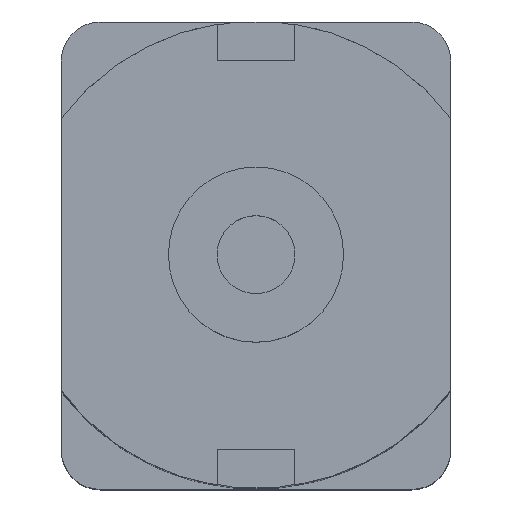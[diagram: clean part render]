
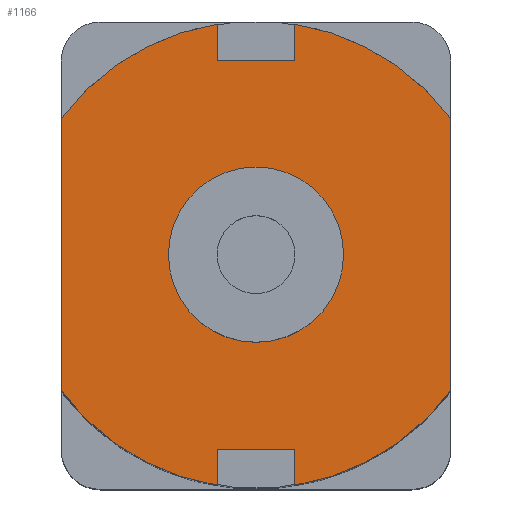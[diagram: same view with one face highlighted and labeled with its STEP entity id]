
A CAD part, top view. The second image highlights one B-rep face of the part: STEP entity #1166.
In plain terms, the highlighted planar face has unit normal (0, 0, 1).
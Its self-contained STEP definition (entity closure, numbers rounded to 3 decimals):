
#51=FACE_BOUND('',#133,.T.);
#63=FACE_OUTER_BOUND('',#132,.T.);
#132=EDGE_LOOP('',(#738,#739,#740,#741,#742,#743,#744,#745,#746,#747,#748,
#749));
#133=EDGE_LOOP('',(#750));
#213=CIRCLE('',#1258,6.25);
#214=CIRCLE('',#1259,6.25);
#215=CIRCLE('',#1260,6.25);
#216=CIRCLE('',#1261,6.25);
#217=CIRCLE('',#1262,2.25);
#269=LINE('',#1739,#370);
#270=LINE('',#1741,#371);
#271=LINE('',#1745,#372);
#272=LINE('',#1749,#373);
#273=LINE('',#1751,#374);
#274=LINE('',#1753,#375);
#275=LINE('',#1757,#376);
#276=LINE('',#1760,#377);
#370=VECTOR('',#1386,10.);
#371=VECTOR('',#1387,10.);
#372=VECTOR('',#1390,10.);
#373=VECTOR('',#1393,10.);
#374=VECTOR('',#1394,10.);
#375=VECTOR('',#1395,10.);
#376=VECTOR('',#1398,10.);
#377=VECTOR('',#1401,10.);
#471=VERTEX_POINT('',#1737);
#472=VERTEX_POINT('',#1738);
#473=VERTEX_POINT('',#1740);
#474=VERTEX_POINT('',#1742);
#475=VERTEX_POINT('',#1744);
#476=VERTEX_POINT('',#1746);
#477=VERTEX_POINT('',#1748);
#478=VERTEX_POINT('',#1750);
#479=VERTEX_POINT('',#1752);
#480=VERTEX_POINT('',#1754);
#481=VERTEX_POINT('',#1756);
#482=VERTEX_POINT('',#1758);
#483=VERTEX_POINT('',#1761);
#577=EDGE_CURVE('',#471,#472,#269,.T.);
#578=EDGE_CURVE('',#473,#471,#270,.T.);
#579=EDGE_CURVE('',#474,#473,#213,.T.);
#580=EDGE_CURVE('',#475,#474,#271,.T.);
#581=EDGE_CURVE('',#476,#475,#214,.T.);
#582=EDGE_CURVE('',#477,#476,#272,.T.);
#583=EDGE_CURVE('',#478,#477,#273,.T.);
#584=EDGE_CURVE('',#479,#478,#274,.T.);
#585=EDGE_CURVE('',#480,#479,#215,.T.);
#586=EDGE_CURVE('',#481,#480,#275,.T.);
#587=EDGE_CURVE('',#482,#481,#216,.T.);
#588=EDGE_CURVE('',#472,#482,#276,.T.);
#589=EDGE_CURVE('',#483,#483,#217,.T.);
#738=ORIENTED_EDGE('',*,*,#577,.F.);
#739=ORIENTED_EDGE('',*,*,#578,.F.);
#740=ORIENTED_EDGE('',*,*,#579,.F.);
#741=ORIENTED_EDGE('',*,*,#580,.F.);
#742=ORIENTED_EDGE('',*,*,#581,.F.);
#743=ORIENTED_EDGE('',*,*,#582,.F.);
#744=ORIENTED_EDGE('',*,*,#583,.F.);
#745=ORIENTED_EDGE('',*,*,#584,.F.);
#746=ORIENTED_EDGE('',*,*,#585,.F.);
#747=ORIENTED_EDGE('',*,*,#586,.F.);
#748=ORIENTED_EDGE('',*,*,#587,.F.);
#749=ORIENTED_EDGE('',*,*,#588,.F.);
#750=ORIENTED_EDGE('',*,*,#589,.T.);
#1060=PLANE('',#1257);
#1166=ADVANCED_FACE('',(#63,#51),#1060,.F.);
#1257=AXIS2_PLACEMENT_3D('',#1736,#1384,#1385);
#1258=AXIS2_PLACEMENT_3D('',#1743,#1388,#1389);
#1259=AXIS2_PLACEMENT_3D('',#1747,#1391,#1392);
#1260=AXIS2_PLACEMENT_3D('',#1755,#1396,#1397);
#1261=AXIS2_PLACEMENT_3D('',#1759,#1399,#1400);
#1262=AXIS2_PLACEMENT_3D('',#1762,#1402,#1403);
#1384=DIRECTION('center_axis',(0.,0.,-1.));
#1385=DIRECTION('ref_axis',(-1.,0.,0.));
#1386=DIRECTION('',(1.,0.,0.));
#1387=DIRECTION('',(0.,-1.,0.));
#1388=DIRECTION('center_axis',(0.,0.,-1.));
#1389=DIRECTION('ref_axis',(-0.8,0.6,0.));
#1390=DIRECTION('',(0.,1.,0.));
#1391=DIRECTION('center_axis',(0.,0.,-1.));
#1392=DIRECTION('ref_axis',(-0.16,-0.987,0.));
#1393=DIRECTION('',(0.,-1.,0.));
#1394=DIRECTION('',(-1.,0.,0.));
#1395=DIRECTION('',(0.,1.,0.));
#1396=DIRECTION('center_axis',(0.,0.,-1.));
#1397=DIRECTION('ref_axis',(0.8,-0.6,0.));
#1398=DIRECTION('',(0.,-1.,0.));
#1399=DIRECTION('center_axis',(0.,0.,-1.));
#1400=DIRECTION('ref_axis',(0.16,0.987,0.));
#1401=DIRECTION('',(0.,1.,0.));
#1402=DIRECTION('center_axis',(0.,0.,-1.));
#1403=DIRECTION('ref_axis',(1.,0.,0.));
#1736=CARTESIAN_POINT('Origin',(0.,0.,-1.));
#1737=CARTESIAN_POINT('',(-1.,5.,-1.));
#1738=CARTESIAN_POINT('',(1.,5.,-1.));
#1739=CARTESIAN_POINT('',(-1.,5.,-1.));
#1740=CARTESIAN_POINT('',(-1.,5.919,-1.));
#1741=CARTESIAN_POINT('',(-1.,5.919,-1.));
#1742=CARTESIAN_POINT('',(-5.,3.5,-1.));
#1743=CARTESIAN_POINT('Origin',(0.,-0.25,-1.));
#1744=CARTESIAN_POINT('',(-5.,-3.5,-1.));
#1745=CARTESIAN_POINT('',(-5.,-3.5,-1.));
#1746=CARTESIAN_POINT('',(-1.,-5.919,-1.));
#1747=CARTESIAN_POINT('Origin',(0.,0.25,-1.));
#1748=CARTESIAN_POINT('',(-1.,-5.,-1.));
#1749=CARTESIAN_POINT('',(-1.,-5.,-1.));
#1750=CARTESIAN_POINT('',(1.,-5.,-1.));
#1751=CARTESIAN_POINT('',(1.,-5.,-1.));
#1752=CARTESIAN_POINT('',(1.,-5.919,-1.));
#1753=CARTESIAN_POINT('',(1.,-5.919,-1.));
#1754=CARTESIAN_POINT('',(5.,-3.5,-1.));
#1755=CARTESIAN_POINT('Origin',(0.,0.25,-1.));
#1756=CARTESIAN_POINT('',(5.,3.5,-1.));
#1757=CARTESIAN_POINT('',(5.,3.5,-1.));
#1758=CARTESIAN_POINT('',(1.,5.919,-1.));
#1759=CARTESIAN_POINT('Origin',(0.,-0.25,-1.));
#1760=CARTESIAN_POINT('',(1.,5.,-1.));
#1761=CARTESIAN_POINT('',(-2.25,0.,-1.));
#1762=CARTESIAN_POINT('Origin',(0.,0.,-1.));
